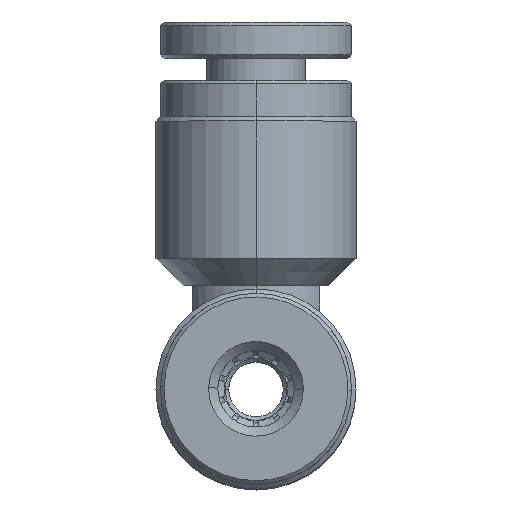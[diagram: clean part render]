
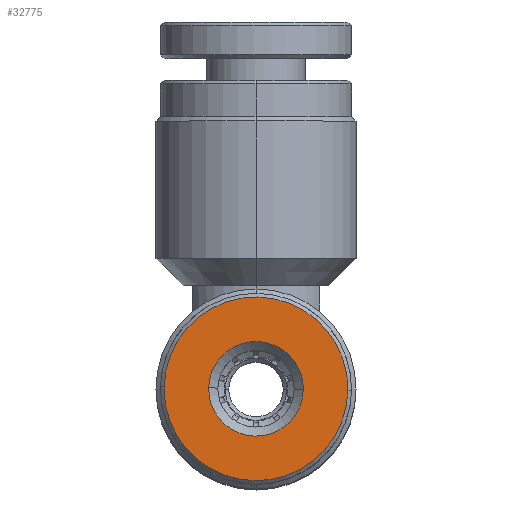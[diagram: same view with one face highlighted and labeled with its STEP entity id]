
A CAD part, top view. The second image highlights one B-rep face of the part: STEP entity #32775.
In plain terms, the highlighted planar face has unit normal (0, 0, 1).
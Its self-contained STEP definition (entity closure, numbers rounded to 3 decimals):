
#187 = CIRCLE ( 'NONE', #13373, 5.05 ) ;
#410 = AXIS2_PLACEMENT_3D ( 'NONE', #41306, #21755, #2230 ) ;
#1890 = EDGE_LOOP ( 'NONE', ( #18946, #11291 ) ) ;
#2230 = DIRECTION ( 'NONE',  ( -1., 0.021, 0. ) ) ;
#2462 = VERTEX_POINT ( 'NONE', #11214 ) ;
#2469 = CARTESIAN_POINT ( 'NONE',  ( 0., 0., 14.49 ) ) ;
#2784 = CARTESIAN_POINT ( 'NONE',  ( -5.049, 0.106, 14.49 ) ) ;
#3137 = CARTESIAN_POINT ( 'NONE',  ( 0., 0., 14.49 ) ) ;
#3411 = CIRCLE ( 'NONE', #410, 5.05 ) ;
#4272 = ORIENTED_EDGE ( 'NONE', *, *, #27199, .T. ) ;
#4398 = AXIS2_PLACEMENT_3D ( 'NONE', #25832, #6200, #29081 ) ;
#4876 = EDGE_CURVE ( 'NONE', #23660, #2462, #23033, .T. ) ;
#5156 = CIRCLE ( 'NONE', #28433, 2.6 ) ;
#5689 = DIRECTION ( 'NONE',  ( -1., 0.021, 0. ) ) ;
#6200 = DIRECTION ( 'NONE',  ( 0., 0., -1. ) ) ;
#6351 = DIRECTION ( 'NONE',  ( -1., 0.021, 0. ) ) ;
#8827 = VERTEX_POINT ( 'NONE', #22776 ) ;
#10248 = EDGE_LOOP ( 'NONE', ( #4272, #33031 ) ) ;
#11214 = CARTESIAN_POINT ( 'NONE',  ( -2.599, 0.054, 14.49 ) ) ;
#11291 = ORIENTED_EDGE ( 'NONE', *, *, #38641, .T. ) ;
#12579 = AXIS2_PLACEMENT_3D ( 'NONE', #34561, #15000, #37855 ) ;
#13373 = AXIS2_PLACEMENT_3D ( 'NONE', #2469, #25318, #5689 ) ;
#13464 = EDGE_CURVE ( 'NONE', #8827, #31414, #187, .T. ) ;
#14857 = PLANE ( 'NONE',  #12579 ) ;
#15000 = DIRECTION ( 'NONE',  ( 0., 0., 1. ) ) ;
#18946 = ORIENTED_EDGE ( 'NONE', *, *, #13464, .T. ) ;
#21755 = DIRECTION ( 'NONE',  ( 0., 0., 1. ) ) ;
#22776 = CARTESIAN_POINT ( 'NONE',  ( 5.049, -0.106, 14.49 ) ) ;
#23033 = CIRCLE ( 'NONE', #4398, 2.6 ) ;
#23051 = FACE_BOUND ( 'NONE', #10248, .T. ) ;
#23660 = VERTEX_POINT ( 'NONE', #27783 ) ;
#25318 = DIRECTION ( 'NONE',  ( 0., 0., 1. ) ) ;
#25832 = CARTESIAN_POINT ( 'NONE',  ( 0., 0., 14.49 ) ) ;
#26003 = DIRECTION ( 'NONE',  ( 0., 0., -1. ) ) ;
#27199 = EDGE_CURVE ( 'NONE', #2462, #23660, #5156, .T. ) ;
#27783 = CARTESIAN_POINT ( 'NONE',  ( 2.599, -0.054, 14.49 ) ) ;
#28433 = AXIS2_PLACEMENT_3D ( 'NONE', #3137, #26003, #6351 ) ;
#29081 = DIRECTION ( 'NONE',  ( -1., 0.021, 0. ) ) ;
#31414 = VERTEX_POINT ( 'NONE', #2784 ) ;
#32775 = ADVANCED_FACE ( 'NONE', ( #23051, #40386 ), #14857, .T. ) ;
#33031 = ORIENTED_EDGE ( 'NONE', *, *, #4876, .T. ) ;
#34561 = CARTESIAN_POINT ( 'NONE',  ( 0., 0., 14.49 ) ) ;
#37855 = DIRECTION ( 'NONE',  ( -1., 0.021, 0. ) ) ;
#38641 = EDGE_CURVE ( 'NONE', #31414, #8827, #3411, .T. ) ;
#40386 = FACE_OUTER_BOUND ( 'NONE', #1890, .T. ) ;
#41306 = CARTESIAN_POINT ( 'NONE',  ( 0., 0., 14.49 ) ) ;
